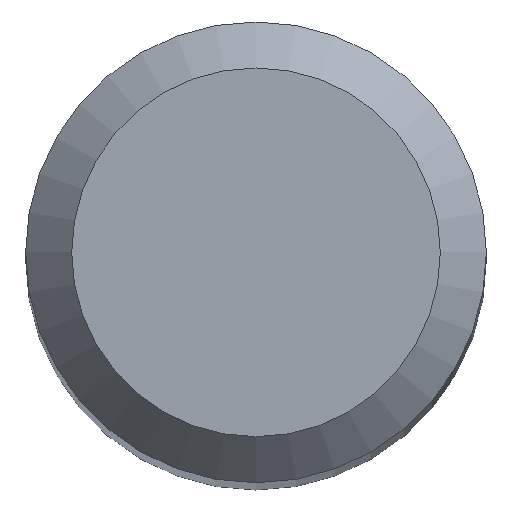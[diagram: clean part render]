
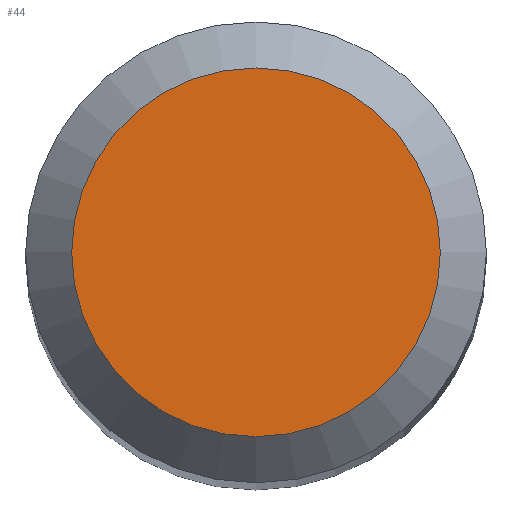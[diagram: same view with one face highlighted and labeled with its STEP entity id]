
A CAD part, top view. The second image highlights one B-rep face of the part: STEP entity #44.
In plain terms, the highlighted planar face has unit normal (0, 0, 1).
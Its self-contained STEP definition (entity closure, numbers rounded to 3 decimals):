
#23 = AXIS2_PLACEMENT_3D ( 'NONE', #223, #189, #91 ) ;
#31 = PLANE ( 'NONE',  #23 ) ;
#44 = ADVANCED_FACE ( 'NONE', ( #157 ), #31, .F. ) ;
#62 = AXIS2_PLACEMENT_3D ( 'NONE', #208, #125, #174 ) ;
#68 = VERTEX_POINT ( 'NONE', #206 ) ;
#91 = DIRECTION ( 'NONE',  ( 0., 1., 0. ) ) ;
#99 = ORIENTED_EDGE ( 'NONE', *, *, #146, .F. ) ;
#125 = DIRECTION ( 'NONE',  ( 0., 0., -1. ) ) ;
#137 = EDGE_LOOP ( 'NONE', ( #99 ) ) ;
#146 = EDGE_CURVE ( 'NONE', #68, #68, #216, .T. ) ;
#157 = FACE_OUTER_BOUND ( 'NONE', #137, .T. ) ;
#174 = DIRECTION ( 'NONE',  ( 0., 1., 0. ) ) ;
#189 = DIRECTION ( 'NONE',  ( 0., 0., -1. ) ) ;
#206 = CARTESIAN_POINT ( 'NONE',  ( 0., 1.2, 38. ) ) ;
#208 = CARTESIAN_POINT ( 'NONE',  ( 0., 0., 38. ) ) ;
#216 = CIRCLE ( 'NONE', #62, 1.2 ) ;
#223 = CARTESIAN_POINT ( 'NONE',  ( 0., 0., 38. ) ) ;
